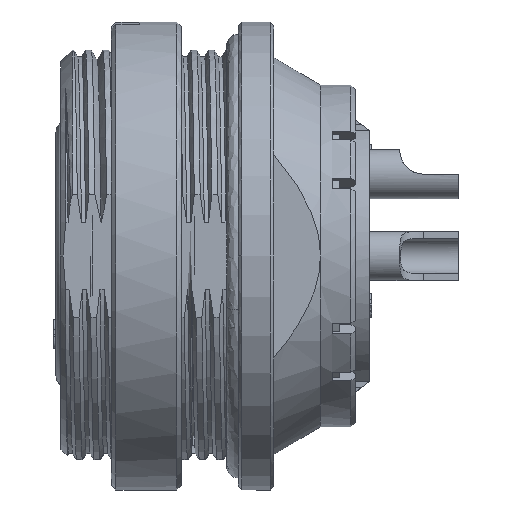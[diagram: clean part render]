
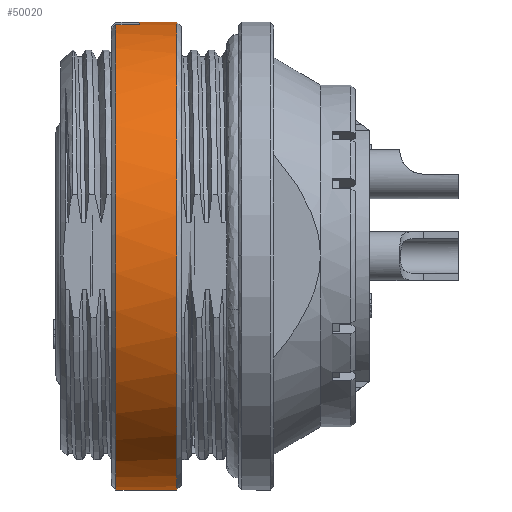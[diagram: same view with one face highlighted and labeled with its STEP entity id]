
A CAD part, left-side view. The second image highlights one B-rep face of the part: STEP entity #50020.
In plain terms, the highlighted cylindrical face has radius 10 mm (diameter 20 mm), a partial arc.
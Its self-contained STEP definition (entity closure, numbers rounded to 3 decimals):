
#585 = CARTESIAN_POINT ( 'NONE',  ( -3.3, 3.401, 29.969 ) ) ;
#702 = CIRCLE ( 'NONE', #25309, 10. ) ;
#1283 = VECTOR ( 'NONE', #22532, 1000. ) ;
#2076 = ORIENTED_EDGE ( 'NONE', *, *, #53301, .F. ) ;
#2412 = VERTEX_POINT ( 'NONE', #54625 ) ;
#3130 = CARTESIAN_POINT ( 'NONE',  ( -2.496, 3.401, 20. ) ) ;
#3973 = AXIS2_PLACEMENT_3D ( 'NONE', #20374, #50651, #24635 ) ;
#7018 = EDGE_CURVE ( 'NONE', #51286, #38681, #26438, .T. ) ;
#7354 = EDGE_CURVE ( 'NONE', #22840, #43864, #13813, .T. ) ;
#7487 = DIRECTION ( 'NONE',  ( 0., 0., -1. ) ) ;
#9279 = CARTESIAN_POINT ( 'NONE',  ( -2.967, 3.401, 29.989 ) ) ;
#10067 = LINE ( 'NONE', #48480, #1283 ) ;
#10446 = DIRECTION ( 'NONE',  ( 0., -1., 0. ) ) ;
#10669 = ORIENTED_EDGE ( 'NONE', *, *, #36254, .T. ) ;
#11967 = DIRECTION ( 'NONE',  ( 0., 1., 0. ) ) ;
#13414 = CARTESIAN_POINT ( 'NONE',  ( -3.134, 3.401, 29.981 ) ) ;
#13813 = LINE ( 'NONE', #41396, #33819 ) ;
#15078 = ORIENTED_EDGE ( 'NONE', *, *, #46257, .F. ) ;
#15617 = CIRCLE ( 'NONE', #54202, 10. ) ;
#15775 = CARTESIAN_POINT ( 'NONE',  ( -2.496, 4.401, 20. ) ) ;
#16872 = ORIENTED_EDGE ( 'NONE', *, *, #18498, .F. ) ;
#18498 = EDGE_CURVE ( 'NONE', #2412, #47209, #43964, .T. ) ;
#20038 = DIRECTION ( 'NONE',  ( 0.097, 0., -0.995 ) ) ;
#20374 = CARTESIAN_POINT ( 'NONE',  ( -2.496, 1.801, 20. ) ) ;
#21503 = DIRECTION ( 'NONE',  ( 0., -1., 0. ) ) ;
#22532 = DIRECTION ( 'NONE',  ( 0., 1., 0. ) ) ;
#22641 = VERTEX_POINT ( 'NONE', #52338 ) ;
#22840 = VERTEX_POINT ( 'NONE', #35365 ) ;
#24393 = EDGE_CURVE ( 'NONE', #22840, #44131, #702, .T. ) ;
#24635 = DIRECTION ( 'NONE',  ( 0., 0., -1. ) ) ;
#25309 = AXIS2_PLACEMENT_3D ( 'NONE', #15775, #45898, #20038 ) ;
#25603 = DIRECTION ( 'NONE',  ( 0., 0., -1. ) ) ;
#25960 = AXIS2_PLACEMENT_3D ( 'NONE', #3130, #33093, #7487 ) ;
#26438 = LINE ( 'NONE', #36097, #49538 ) ;
#27274 = EDGE_CURVE ( 'NONE', #2412, #44131, #10067, .T. ) ;
#28133 = CYLINDRICAL_SURFACE ( 'NONE', #52485, 10. ) ;
#29909 = DIRECTION ( 'NONE',  ( 0., -1., 0. ) ) ;
#30432 = B_SPLINE_CURVE_WITH_KNOTS ( 'NONE', 3,
 ( #9279, #13414, #585, #39284 ),
 .UNSPECIFIED., .F., .F.,
 ( 4, 4 ),
 ( 0., 1. ),
 .UNSPECIFIED. ) ;
#31939 = CARTESIAN_POINT ( 'NONE',  ( -2.496, 1.801, 30. ) ) ;
#32168 = FACE_OUTER_BOUND ( 'NONE', #34043, .T. ) ;
#33093 = DIRECTION ( 'NONE',  ( 0., 1., 0. ) ) ;
#33819 = VECTOR ( 'NONE', #45816, 1000. ) ;
#34043 = EDGE_LOOP ( 'NONE', ( #2076, #15078, #55788, #10669, #16872, #34824, #46349, #51125, #55864 ) ) ;
#34261 = CARTESIAN_POINT ( 'NONE',  ( -2.496, 4.601, 30. ) ) ;
#34268 = CARTESIAN_POINT ( 'NONE',  ( -2.496, 4.601, 20. ) ) ;
#34812 = VECTOR ( 'NONE', #21503, 1000. ) ;
#34824 = ORIENTED_EDGE ( 'NONE', *, *, #27274, .T. ) ;
#35365 = CARTESIAN_POINT ( 'NONE',  ( -2.496, 4.401, 10. ) ) ;
#36097 = CARTESIAN_POINT ( 'NONE',  ( -2.967, 4.601, 29.989 ) ) ;
#36254 = EDGE_CURVE ( 'NONE', #38681, #47209, #30432, .T. ) ;
#36856 = CARTESIAN_POINT ( 'NONE',  ( -3.466, 3.401, 29.953 ) ) ;
#37655 = CARTESIAN_POINT ( 'NONE',  ( -2.496, 4.401, 20. ) ) ;
#38589 = CARTESIAN_POINT ( 'NONE',  ( -2.967, 4.401, 29.989 ) ) ;
#38681 = VERTEX_POINT ( 'NONE', #48043 ) ;
#39284 = CARTESIAN_POINT ( 'NONE',  ( -3.466, 3.401, 29.953 ) ) ;
#41396 = CARTESIAN_POINT ( 'NONE',  ( -2.496, 4.601, 10. ) ) ;
#42030 = DIRECTION ( 'NONE',  ( 0.097, 0., -0.995 ) ) ;
#43864 = VERTEX_POINT ( 'NONE', #48784 ) ;
#43964 = CIRCLE ( 'NONE', #25960, 10. ) ;
#44131 = VERTEX_POINT ( 'NONE', #45138 ) ;
#45108 = VERTEX_POINT ( 'NONE', #31939 ) ;
#45138 = CARTESIAN_POINT ( 'NONE',  ( -3.963, 4.401, 29.892 ) ) ;
#45816 = DIRECTION ( 'NONE',  ( 0., -1., 0. ) ) ;
#45898 = DIRECTION ( 'NONE',  ( 0., 1., 0. ) ) ;
#46190 = EDGE_CURVE ( 'NONE', #43864, #45108, #48673, .T. ) ;
#46257 = EDGE_CURVE ( 'NONE', #51286, #22641, #15617, .T. ) ;
#46349 = ORIENTED_EDGE ( 'NONE', *, *, #24393, .F. ) ;
#47209 = VERTEX_POINT ( 'NONE', #36856 ) ;
#47791 = LINE ( 'NONE', #34261, #34812 ) ;
#48043 = CARTESIAN_POINT ( 'NONE',  ( -2.967, 3.401, 29.989 ) ) ;
#48480 = CARTESIAN_POINT ( 'NONE',  ( -3.963, 4.601, 29.892 ) ) ;
#48673 = CIRCLE ( 'NONE', #3973, 10. ) ;
#48784 = CARTESIAN_POINT ( 'NONE',  ( -2.496, 1.801, 10. ) ) ;
#49538 = VECTOR ( 'NONE', #10446, 1000. ) ;
#50020 = ADVANCED_FACE ( 'NONE', ( #32168 ), #28133, .T. ) ;
#50651 = DIRECTION ( 'NONE',  ( 0., 1., 0. ) ) ;
#51125 = ORIENTED_EDGE ( 'NONE', *, *, #7354, .T. ) ;
#51286 = VERTEX_POINT ( 'NONE', #38589 ) ;
#52338 = CARTESIAN_POINT ( 'NONE',  ( -2.496, 4.401, 30. ) ) ;
#52485 = AXIS2_PLACEMENT_3D ( 'NONE', #34268, #29909, #25603 ) ;
#53301 = EDGE_CURVE ( 'NONE', #22641, #45108, #47791, .T. ) ;
#54202 = AXIS2_PLACEMENT_3D ( 'NONE', #37655, #11967, #42030 ) ;
#54625 = CARTESIAN_POINT ( 'NONE',  ( -3.963, 3.401, 29.892 ) ) ;
#55788 = ORIENTED_EDGE ( 'NONE', *, *, #7018, .T. ) ;
#55864 = ORIENTED_EDGE ( 'NONE', *, *, #46190, .T. ) ;
